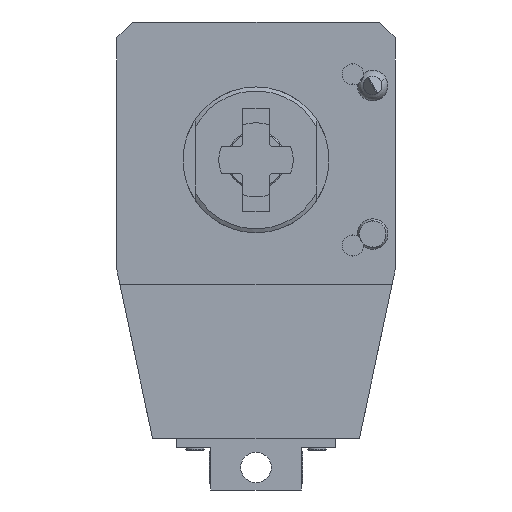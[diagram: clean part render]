
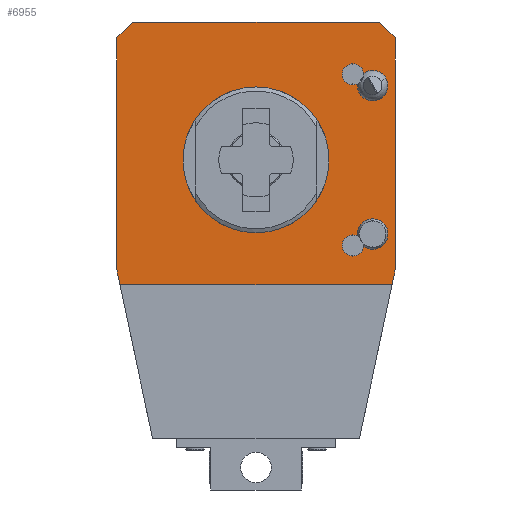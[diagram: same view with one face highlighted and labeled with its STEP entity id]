
A CAD part, left-side view. The second image highlights one B-rep face of the part: STEP entity #6955.
In plain terms, the highlighted planar face has unit normal (-1, 0, 0).
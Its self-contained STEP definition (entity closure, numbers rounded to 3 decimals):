
#356=DIRECTION('',(0.,0.707,0.707));
#357=VECTOR('',#356,8.485);
#358=CARTESIAN_POINT('',(-103.,-52.5,106.));
#359=LINE('',#358,#357);
#927=DIRECTION('',(0.,1.,0.));
#928=VECTOR('',#927,102.657);
#929=CARTESIAN_POINT('',(-103.,-51.328,13.));
#930=LINE('',#929,#928);
#931=DIRECTION('',(0.,0.208,0.978));
#932=VECTOR('',#931,5.636);
#933=CARTESIAN_POINT('',(-103.,51.328,13.));
#934=LINE('',#933,#932);
#935=DIRECTION('',(0.,0.,1.));
#936=VECTOR('',#935,87.487);
#937=CARTESIAN_POINT('',(-103.,52.5,18.513));
#938=LINE('',#937,#936);
#939=DIRECTION('',(0.,-1.,0.));
#940=VECTOR('',#939,93.);
#941=CARTESIAN_POINT('',(-103.,46.5,112.));
#942=LINE('',#941,#940);
#943=DIRECTION('',(0.,0.,-1.));
#944=VECTOR('',#943,87.487);
#945=CARTESIAN_POINT('',(-103.,-52.5,106.));
#946=LINE('',#945,#944);
#947=DIRECTION('',(0.,0.208,-0.978));
#948=VECTOR('',#947,5.636);
#949=CARTESIAN_POINT('',(-103.,-52.5,18.513));
#950=LINE('',#949,#948);
#951=CARTESIAN_POINT('',(-103.,0.,60.));
#952=DIRECTION('',(1.,0.,0.));
#953=DIRECTION('',(0.,1.,0.));
#954=AXIS2_PLACEMENT_3D('',#951,#952,#953);
#956=CARTESIAN_POINT('',(-103.,0.,60.));
#957=DIRECTION('',(1.,0.,0.));
#958=DIRECTION('',(0.,-1.,0.));
#959=AXIS2_PLACEMENT_3D('',#956,#957,#958);
#961=CARTESIAN_POINT('',(-103.,-44.,32.));
#962=DIRECTION('',(1.,0.,0.));
#963=DIRECTION('',(0.,1.,0.));
#964=AXIS2_PLACEMENT_3D('',#961,#962,#963);
#966=CARTESIAN_POINT('',(-103.,-44.,32.));
#967=DIRECTION('',(1.,0.,0.));
#968=DIRECTION('',(0.,-1.,0.));
#969=AXIS2_PLACEMENT_3D('',#966,#967,#968);
#971=CARTESIAN_POINT('',(-103.,-36.552,92.3));
#972=DIRECTION('',(1.,0.,0.));
#973=DIRECTION('',(0.,0.,-1.));
#974=AXIS2_PLACEMENT_3D('',#971,#972,#973);
#976=CARTESIAN_POINT('',(-103.,-36.552,92.3));
#977=DIRECTION('',(1.,0.,0.));
#978=DIRECTION('',(0.,0.,1.));
#979=AXIS2_PLACEMENT_3D('',#976,#977,#978);
#981=CARTESIAN_POINT('',(-103.,-36.552,27.7));
#982=DIRECTION('',(1.,0.,0.));
#983=DIRECTION('',(0.,0.,-1.));
#984=AXIS2_PLACEMENT_3D('',#981,#982,#983);
#986=CARTESIAN_POINT('',(-103.,-36.552,27.7));
#987=DIRECTION('',(1.,0.,0.));
#988=DIRECTION('',(0.,0.,1.));
#989=AXIS2_PLACEMENT_3D('',#986,#987,#988);
#991=CARTESIAN_POINT('',(-103.,-44.,88.));
#992=DIRECTION('',(1.,0.,0.));
#993=DIRECTION('',(0.,0.866,-0.5));
#994=AXIS2_PLACEMENT_3D('',#991,#992,#993);
#996=CARTESIAN_POINT('',(-103.,-44.,88.));
#997=DIRECTION('',(1.,0.,0.));
#998=DIRECTION('',(0.,-0.866,0.5));
#999=AXIS2_PLACEMENT_3D('',#996,#997,#998);
#1103=DIRECTION('',(0.,0.707,-0.707));
#1104=VECTOR('',#1103,8.485);
#1105=CARTESIAN_POINT('',(-103.,46.5,112.));
#1106=LINE('',#1105,#1104);
#5045=CARTESIAN_POINT('',(-103.,46.5,112.));
#5046=CARTESIAN_POINT('',(-103.,52.5,106.));
#5047=VERTEX_POINT('',#5045);
#5048=VERTEX_POINT('',#5046);
#5049=CARTESIAN_POINT('',(-103.,-52.5,106.));
#5050=CARTESIAN_POINT('',(-103.,-46.5,112.));
#5051=VERTEX_POINT('',#5049);
#5052=VERTEX_POINT('',#5050);
#5053=CARTESIAN_POINT('',(-103.,-51.328,13.));
#5054=CARTESIAN_POINT('',(-103.,51.328,13.));
#5055=VERTEX_POINT('',#5053);
#5056=VERTEX_POINT('',#5054);
#5065=CARTESIAN_POINT('',(-103.,52.5,18.513));
#5066=VERTEX_POINT('',#5065);
#5067=CARTESIAN_POINT('',(-103.,-52.5,18.513));
#5068=VERTEX_POINT('',#5067);
#5113=CARTESIAN_POINT('',(-103.,25.,60.));
#5114=CARTESIAN_POINT('',(-103.,-25.,60.));
#5115=VERTEX_POINT('',#5113);
#5116=VERTEX_POINT('',#5114);
#5129=CARTESIAN_POINT('',(-103.,-38.246,32.));
#5130=CARTESIAN_POINT('',(-103.,-49.754,32.));
#5131=VERTEX_POINT('',#5129);
#5132=VERTEX_POINT('',#5130);
#5141=CARTESIAN_POINT('',(-103.,-36.552,90.3));
#5142=CARTESIAN_POINT('',(-103.,-36.552,94.3));
#5143=VERTEX_POINT('',#5141);
#5144=VERTEX_POINT('',#5142);
#5153=CARTESIAN_POINT('',(-103.,-36.552,25.7));
#5154=CARTESIAN_POINT('',(-103.,-36.552,29.7));
#5155=VERTEX_POINT('',#5153);
#5156=VERTEX_POINT('',#5154);
#5295=CARTESIAN_POINT('',(-103.,-39.019,85.124));
#5296=CARTESIAN_POINT('',(-103.,-48.981,90.876));
#5297=VERTEX_POINT('',#5295);
#5298=VERTEX_POINT('',#5296);
#6907=CARTESIAN_POINT('',(-103.,0.,60.));
#6908=DIRECTION('',(1.,0.,0.));
#6909=DIRECTION('',(0.,1.,0.));
#6910=AXIS2_PLACEMENT_3D('',#6907,#6908,#6909);
#6911=PLANE('',#6910);
#6912=ORIENTED_EDGE('',*,*,#6899,.T.);
#6913=ORIENTED_EDGE('',*,*,#6021,.T.);
#6915=ORIENTED_EDGE('',*,*,#6914,.T.);
#6917=ORIENTED_EDGE('',*,*,#6916,.F.);
#6919=ORIENTED_EDGE('',*,*,#6918,.T.);
#6920=ORIENTED_EDGE('',*,*,#6140,.F.);
#6921=ORIENTED_EDGE('',*,*,#6156,.T.);
#6922=ORIENTED_EDGE('',*,*,#6232,.T.);
#6923=EDGE_LOOP('',(#6912,#6913,#6915,#6917,#6919,#6920,#6921,#6922));
#6924=FACE_OUTER_BOUND('',#6923,.F.);
#6926=ORIENTED_EDGE('',*,*,#6925,.F.);
#6928=ORIENTED_EDGE('',*,*,#6927,.F.);
#6929=EDGE_LOOP('',(#6926,#6928));
#6930=FACE_BOUND('',#6929,.F.);
#6932=ORIENTED_EDGE('',*,*,#6931,.F.);
#6934=ORIENTED_EDGE('',*,*,#6933,.F.);
#6935=EDGE_LOOP('',(#6932,#6934));
#6936=FACE_BOUND('',#6935,.F.);
#6938=ORIENTED_EDGE('',*,*,#6937,.F.);
#6940=ORIENTED_EDGE('',*,*,#6939,.F.);
#6941=EDGE_LOOP('',(#6938,#6940));
#6942=FACE_BOUND('',#6941,.F.);
#6944=ORIENTED_EDGE('',*,*,#6943,.F.);
#6946=ORIENTED_EDGE('',*,*,#6945,.F.);
#6947=EDGE_LOOP('',(#6944,#6946));
#6948=FACE_BOUND('',#6947,.F.);
#6950=ORIENTED_EDGE('',*,*,#6949,.F.);
#6952=ORIENTED_EDGE('',*,*,#6951,.F.);
#6953=EDGE_LOOP('',(#6950,#6952));
#6954=FACE_BOUND('',#6953,.F.);
#6955=ADVANCED_FACE('',(#6924,#6930,#6936,#6942,#6948,#6954),#6911,.F.);
#955=CIRCLE('',#954,25.);
#960=CIRCLE('',#959,25.);
#965=CIRCLE('',#964,5.754);
#970=CIRCLE('',#969,5.754);
#975=CIRCLE('',#974,2.);
#980=CIRCLE('',#979,2.);
#985=CIRCLE('',#984,2.);
#990=CIRCLE('',#989,2.);
#995=CIRCLE('',#994,5.751);
#1000=CIRCLE('',#999,5.751);
#6021=EDGE_CURVE('',#5056,#5066,#934,.T.);
#6140=EDGE_CURVE('',#5051,#5052,#359,.T.);
#6156=EDGE_CURVE('',#5051,#5068,#946,.T.);
#6232=EDGE_CURVE('',#5068,#5055,#950,.T.);
#6899=EDGE_CURVE('',#5055,#5056,#930,.T.);
#6914=EDGE_CURVE('',#5066,#5048,#938,.T.);
#6916=EDGE_CURVE('',#5047,#5048,#1106,.T.);
#6918=EDGE_CURVE('',#5047,#5052,#942,.T.);
#6925=EDGE_CURVE('',#5115,#5116,#955,.T.);
#6927=EDGE_CURVE('',#5116,#5115,#960,.T.);
#6931=EDGE_CURVE('',#5131,#5132,#965,.T.);
#6933=EDGE_CURVE('',#5132,#5131,#970,.T.);
#6937=EDGE_CURVE('',#5143,#5144,#975,.T.);
#6939=EDGE_CURVE('',#5144,#5143,#980,.T.);
#6943=EDGE_CURVE('',#5155,#5156,#985,.T.);
#6945=EDGE_CURVE('',#5156,#5155,#990,.T.);
#6949=EDGE_CURVE('',#5297,#5298,#995,.T.);
#6951=EDGE_CURVE('',#5298,#5297,#1000,.T.);
